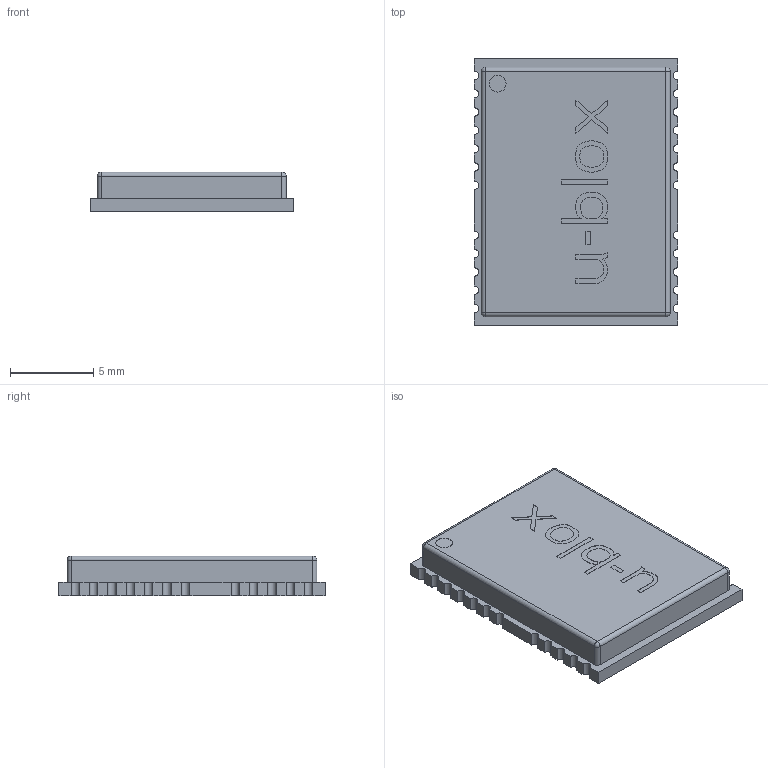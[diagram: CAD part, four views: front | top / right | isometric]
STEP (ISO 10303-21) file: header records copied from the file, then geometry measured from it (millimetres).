
FILE_DESCRIPTION(/* description */ (''),/* implementation_level */ '2;1');
FILE_NAME(/* name */ 'neo-m8n.step',/* time_stamp */ '2021-12-02T11:29:36+02:00',/* author */ (''),/* organization */ (''),/* preprocessor_version */ 'ST-DEVELOPER v18.1',/* originating_system */ 'Autodesk Translation Framework v10.10.0.1391',/* authorisation */ '');
FILE_SCHEMA (('AUTOMOTIVE_DESIGN { 1 0 10303 214 3 1 1 }'));
Length unit declared in the file: millimetre
Products named in the file (1): (Unsaved)
Bounding box: 12.2 x 16 x 2.4 mm (x, y, z)
Volume: 426.1 mm3; surface area: 515.4 mm2
Topology: 1 solids, 1 shells, 310 faces, 882 edges, 584 vertices
Faces by surface type: plane 273, cylinder 33, sphere 4
Full cylindrical faces by diameter (mm): 1 x1
Entity records: 10052 total; most frequent: CARTESIAN_POINT 1777, ORIENTED_EDGE 1764, DIRECTION 1570, EDGE_CURVE 882, LINE 816, VECTOR 816, VERTEX_POINT 584, AXIS2_PLACEMENT_3D 377
